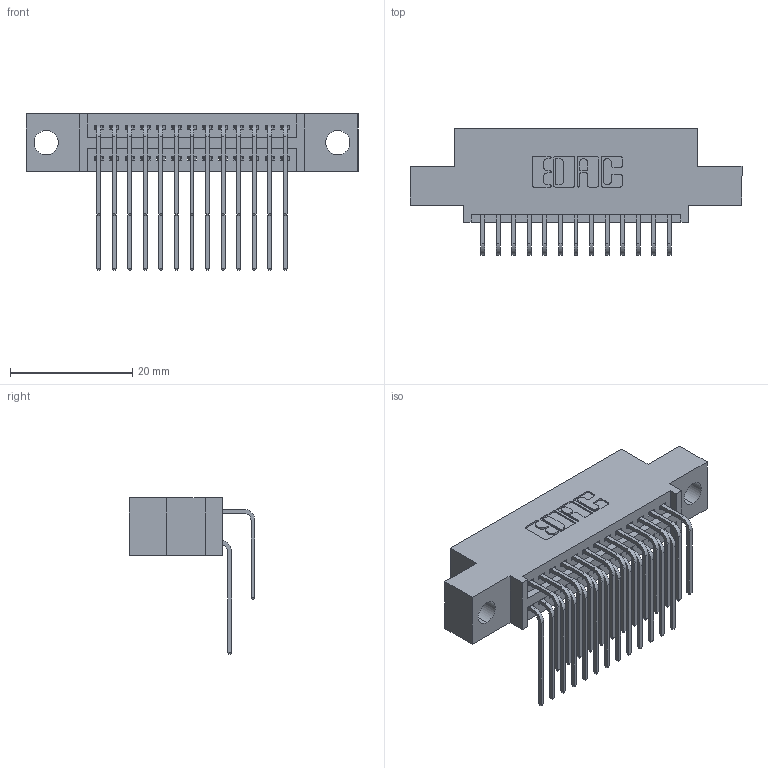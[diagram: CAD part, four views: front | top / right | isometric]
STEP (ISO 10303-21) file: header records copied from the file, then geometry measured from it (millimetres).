
FILE_DESCRIPTION (( 'STEP AP203' ), '1' );
FILE_NAME ('395-026-559-504.STEP', '2021-06-16T19:38:53', ( '' ), ( '' ), 'SwSTEP 2.0', 'SolidWorks 2020', '' );
FILE_SCHEMA (( 'CONFIG_CONTROL_DESIGN' ));
Length unit declared in the file: inch
Products named in the file (4): 345 Part_0.110 Offset - 0.156 Dia-TI; 345-292-001_558 559 Tail - 1; 345-292-001_559 Tail - 2; 395-026-559-504
Assembly tree (27 placements, depth 2):
  395-026-559-504
    345 Part_0.110 Offset - 0.156 Dia-TI
    345-292-001_558 559 Tail - 1  x13
    345-292-001_559 Tail - 2  x13
Bounding box: 54.23 x 20.56 x 25.53 mm (x, y, z)
Volume: 4969.3 mm3; surface area: 7433.6 mm2
Topology: 27 solids, 27 shells, 1496 faces, 4419 edges, 2910 vertices
Faces by surface type: plane 1008, cylinder 488
Entity records: 16307 total; most frequent: CARTESIAN_POINT 2813, ORIENTED_EDGE 2694, DIRECTION 2487, EDGE_CURVE 1347, VECTOR 1123, LINE 1123, VERTEX_POINT 894, AXIS2_PLACEMENT_3D 682
